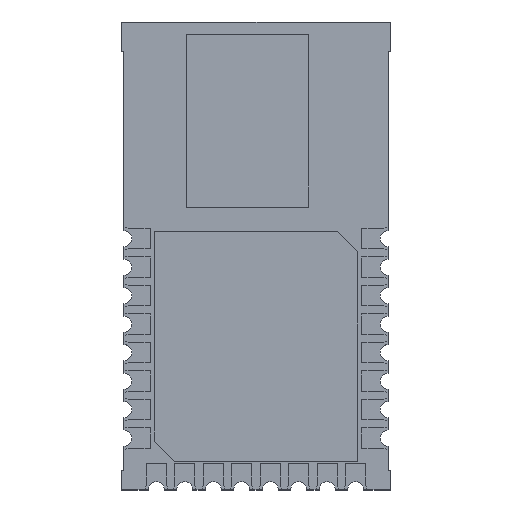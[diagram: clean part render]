
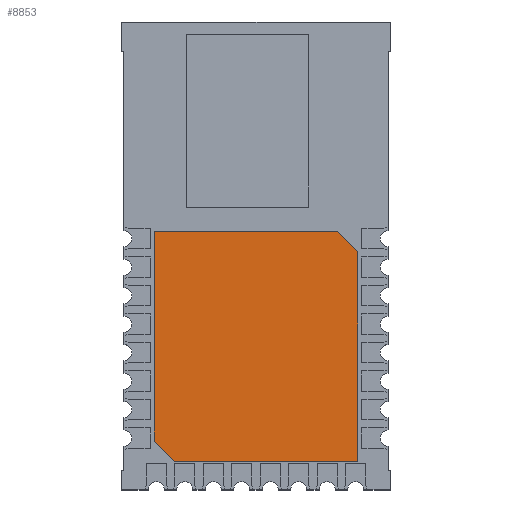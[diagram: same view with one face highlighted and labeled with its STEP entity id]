
A CAD part, top view. The second image highlights one B-rep face of the part: STEP entity #8853.
In plain terms, the highlighted planar face has unit normal (0, 0, 1).
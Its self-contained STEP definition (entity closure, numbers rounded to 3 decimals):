
#5646 = VERTEX_POINT('',#5647);
#5647 = CARTESIAN_POINT('',(-4.,-10.1,4.));
#5653 = EDGE_CURVE('',#5646,#5654,#5656,.T.);
#5654 = VERTEX_POINT('',#5655);
#5655 = CARTESIAN_POINT('',(-5.,-9.1,4.));
#5656 = LINE('',#5657,#5658);
#5657 = CARTESIAN_POINT('',(-4.,-10.1,4.));
#5658 = VECTOR('',#5659,1.);
#5659 = DIRECTION('',(-0.707,0.707,0.));
#5677 = VERTEX_POINT('',#5678);
#5678 = CARTESIAN_POINT('',(5.,-10.1,4.));
#5684 = EDGE_CURVE('',#5677,#5646,#5685,.T.);
#5685 = LINE('',#5686,#5687);
#5686 = CARTESIAN_POINT('',(5.,-10.1,4.));
#5687 = VECTOR('',#5688,1.);
#5688 = DIRECTION('',(-1.,0.,0.));
#5701 = EDGE_CURVE('',#5654,#5702,#5704,.T.);
#5702 = VERTEX_POINT('',#5703);
#5703 = CARTESIAN_POINT('',(-5.,1.2,4.));
#5704 = LINE('',#5705,#5706);
#5705 = CARTESIAN_POINT('',(-5.,-9.1,4.));
#5706 = VECTOR('',#5707,1.);
#5707 = DIRECTION('',(0.,1.,0.));
#5725 = VERTEX_POINT('',#5726);
#5726 = CARTESIAN_POINT('',(5.,0.2,4.));
#5732 = EDGE_CURVE('',#5725,#5677,#5733,.T.);
#5733 = LINE('',#5734,#5735);
#5734 = CARTESIAN_POINT('',(5.,0.2,4.));
#5735 = VECTOR('',#5736,1.);
#5736 = DIRECTION('',(0.,-1.,0.));
#5749 = EDGE_CURVE('',#5702,#5750,#5752,.T.);
#5750 = VERTEX_POINT('',#5751);
#5751 = CARTESIAN_POINT('',(4.,1.2,4.));
#5752 = LINE('',#5753,#5754);
#5753 = CARTESIAN_POINT('',(-5.,1.2,4.));
#5754 = VECTOR('',#5755,1.);
#5755 = DIRECTION('',(1.,0.,0.));
#5773 = EDGE_CURVE('',#5750,#5725,#5774,.T.);
#5774 = LINE('',#5775,#5776);
#5775 = CARTESIAN_POINT('',(4.,1.2,4.));
#5776 = VECTOR('',#5777,1.);
#5777 = DIRECTION('',(0.707,-0.707,0.));
#8853 = ADVANCED_FACE('',(#8854),#8862,.T.);
#8854 = FACE_BOUND('',#8855,.F.);
#8855 = EDGE_LOOP('',(#8856,#8857,#8858,#8859,#8860,#8861));
#8856 = ORIENTED_EDGE('',*,*,#5701,.T.);
#8857 = ORIENTED_EDGE('',*,*,#5749,.T.);
#8858 = ORIENTED_EDGE('',*,*,#5773,.T.);
#8859 = ORIENTED_EDGE('',*,*,#5732,.T.);
#8860 = ORIENTED_EDGE('',*,*,#5684,.T.);
#8861 = ORIENTED_EDGE('',*,*,#5653,.T.);
#8862 = PLANE('',#8863);
#8863 = AXIS2_PLACEMENT_3D('',#8864,#8865,#8866);
#8864 = CARTESIAN_POINT('',(0.,-4.45,4.));
#8865 = DIRECTION('',(0.,0.,1.));
#8866 = DIRECTION('',(1.,0.,0.));
